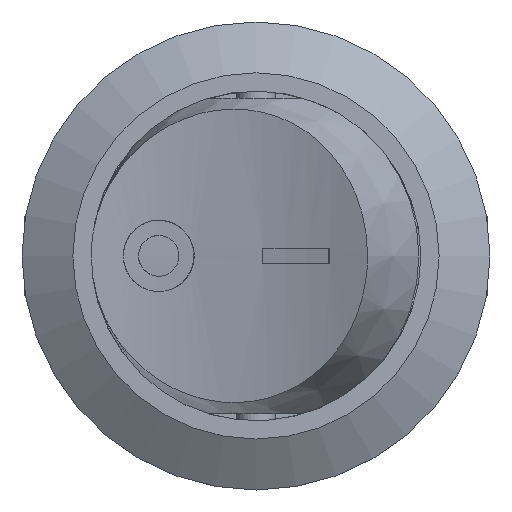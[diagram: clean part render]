
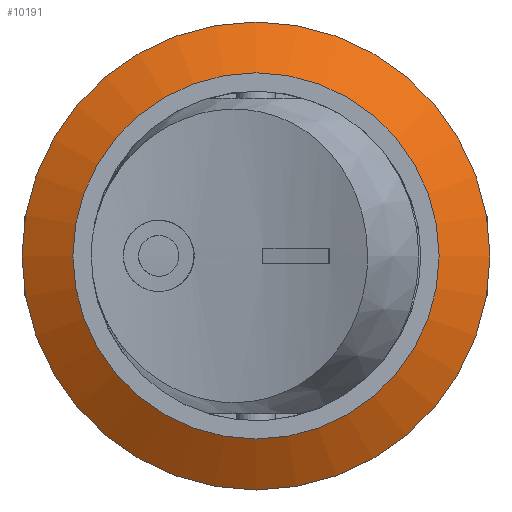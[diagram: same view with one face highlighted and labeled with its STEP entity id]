
A CAD part, top view. The second image highlights one B-rep face of the part: STEP entity #10191.
In plain terms, the highlighted conical face has half-angle 59.036 degrees and reference radius 25.4 mm.
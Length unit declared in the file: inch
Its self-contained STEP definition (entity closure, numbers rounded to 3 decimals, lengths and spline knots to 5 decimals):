
#10164=CARTESIAN_POINT('',(0.0,0.0,0.10079));
#10165=DIRECTION('',(0.0,0.0,-1.0));
#10166=DIRECTION('',(1.0,0.0,0.0));
#10167=AXIS2_PLACEMENT_3D('',#10164,#10165,#10166);
#10168=CONICAL_SURFACE('',#10167,1.0,59.036);
#10169=CARTESIAN_POINT('',(0.45276,0.,0.42913));
#10170=VERTEX_POINT('',#10169);
#10171=CARTESIAN_POINT('',(0.0,0.0,0.42913));
#10172=DIRECTION('',(0.0,0.0,1.0));
#10173=DIRECTION('',(-1.0,0.0,0.0));
#10174=AXIS2_PLACEMENT_3D('',#10171,#10172,#10173);
#10175=CIRCLE('',#10174,0.45276);
#10176=EDGE_CURVE('',#10170,#10170,#10175,.T.);
#10177=ORIENTED_EDGE('',*,*,#10176,.T.);
#10178=EDGE_LOOP('',(#10177));
#10179=FACE_OUTER_BOUND('',#10178,.T.);
#10180=CARTESIAN_POINT('',(0.35433,0.,0.48819));
#10181=VERTEX_POINT('',#10180);
#10182=CARTESIAN_POINT('',(0.0,0.0,0.48819));
#10183=DIRECTION('',(0.0,0.0,-1.0));
#10184=DIRECTION('',(-1.0,0.0,0.0));
#10185=AXIS2_PLACEMENT_3D('',#10182,#10183,#10184);
#10186=CIRCLE('',#10185,0.35433);
#10187=EDGE_CURVE('',#10181,#10181,#10186,.T.);
#10188=ORIENTED_EDGE('',*,*,#10187,.T.);
#10189=EDGE_LOOP('',(#10188));
#10190=FACE_BOUND('',#10189,.T.);
#10191=ADVANCED_FACE('',(#10179,#10190),#10168,.T.);
